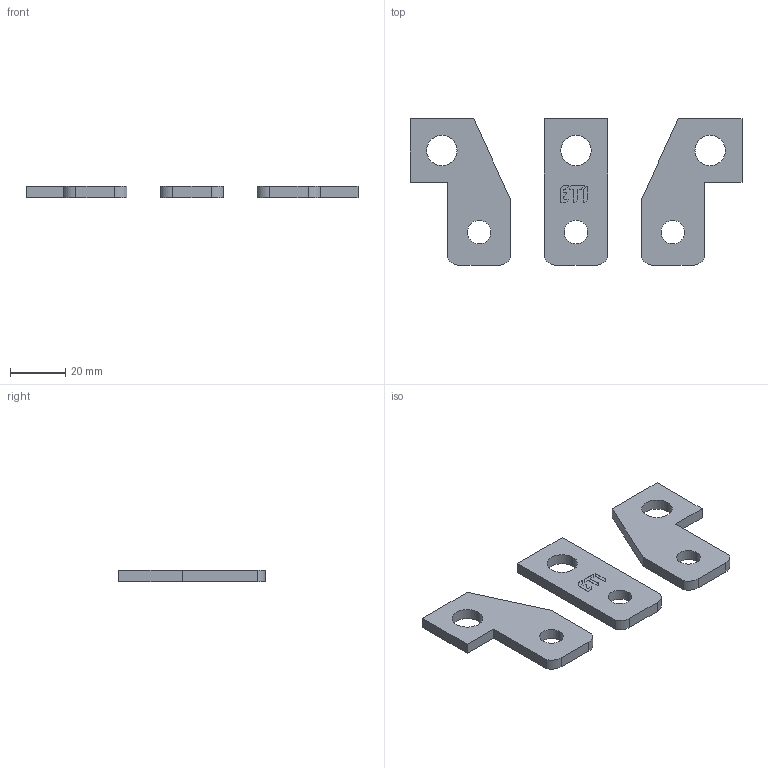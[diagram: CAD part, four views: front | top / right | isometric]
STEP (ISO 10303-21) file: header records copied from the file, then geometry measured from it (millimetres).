
FILE_DESCRIPTION((''),'2;1');
FILE_NAME('ZB2_250_3P_OFFSET_ASM','2021-11-03T',('marketing.praksa'),('Audax d.o.o.'),'CREO PARAMETRIC BY PTC INC, 2017480','CREO PARAMETRIC BY PTC INC, 2017480','');
FILE_SCHEMA(('AUTOMOTIVE_DESIGN { 1 0 10303 214 1 1 1 1 }'));
Length unit declared in the file: millimetre
Products named in the file (5): 49C; 4A0; 4A4; PRT9591; ZB2_250_3P_OFFSET_ASM
Assembly tree (4 placements, depth 2):
  ZB2_250_3P_OFFSET_ASM
    49C
    4A0
    4A4
    PRT9591
Bounding box: 120 x 53 x 4 mm (x, y, z)
Volume: 13608.1 mm3; surface area: 9633 mm2
Topology: 6 solids, 6 shells, 147 faces, 396 edges, 264 vertices
Faces by surface type: plane 81, cylinder 66
Entity records: 7351 total; most frequent: DIRECTION 840, CARTESIAN_POINT 829, ORIENTED_EDGE 792, PRESENTATION_STYLE_ASSIGNMENT 549, STYLED_ITEM 549, CURVE_STYLE 396, EDGE_CURVE 396, AXIS2_PLACEMENT_3D 288
